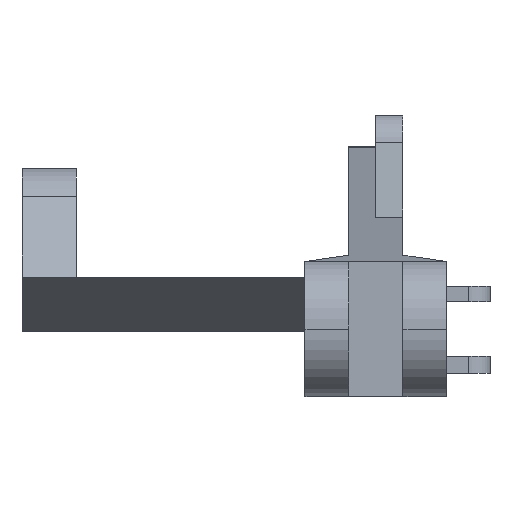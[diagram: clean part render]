
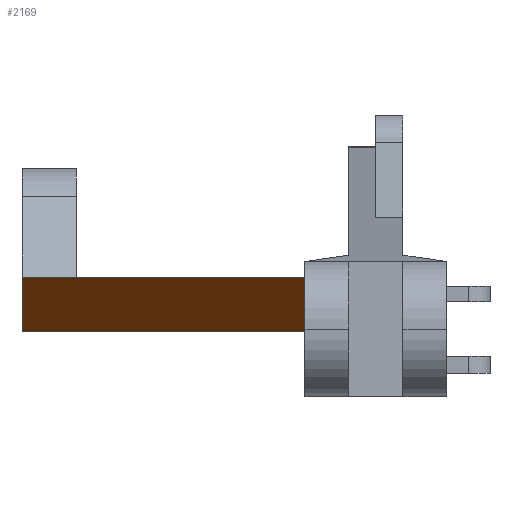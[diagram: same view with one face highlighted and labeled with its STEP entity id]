
A CAD part, left-side view. The second image highlights one B-rep face of the part: STEP entity #2169.
In plain terms, the highlighted planar face has unit normal (-0.456, 0.89, 0).
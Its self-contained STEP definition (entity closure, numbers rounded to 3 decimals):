
#116=FACE_OUTER_BOUND('',#239,.T.);
#239=EDGE_LOOP('',(#1659,#1660,#1661,#1662));
#511=LINE('',#3381,#744);
#523=LINE('',#3405,#756);
#527=LINE('',#3411,#760);
#528=LINE('',#3412,#761);
#744=VECTOR('',#2716,10.);
#756=VECTOR('',#2736,10.);
#760=VECTOR('',#2742,10.);
#761=VECTOR('',#2743,10.);
#992=VERTEX_POINT('',#3378);
#993=VERTEX_POINT('',#3380);
#1000=VERTEX_POINT('',#3402);
#1001=VERTEX_POINT('',#3404);
#1235=EDGE_CURVE('',#993,#992,#511,.T.);
#1247=EDGE_CURVE('',#1001,#1000,#523,.T.);
#1251=EDGE_CURVE('',#1001,#992,#527,.T.);
#1252=EDGE_CURVE('',#1000,#993,#528,.T.);
#1659=ORIENTED_EDGE('',*,*,#1235,.T.);
#1660=ORIENTED_EDGE('',*,*,#1251,.F.);
#1661=ORIENTED_EDGE('',*,*,#1247,.T.);
#1662=ORIENTED_EDGE('',*,*,#1252,.T.);
#2083=PLANE('',#2342);
#2169=ADVANCED_FACE('',(#116),#2083,.T.);
#2342=AXIS2_PLACEMENT_3D('',#3410,#2740,#2741);
#2716=DIRECTION('',(-0.89,-0.456,0.));
#2736=DIRECTION('',(0.89,0.456,0.));
#2740=DIRECTION('center_axis',(-0.456,0.89,0.));
#2741=DIRECTION('ref_axis',(0.89,0.456,0.));
#2742=DIRECTION('',(0.,0.,-1.));
#2743=DIRECTION('',(0.,0.,-1.));
#3378=CARTESIAN_POINT('',(-5512.018,6435.169,115.423));
#3380=CARTESIAN_POINT('',(-4926.871,6735.176,115.423));
#3381=CARTESIAN_POINT('',(-5215.375,6587.259,115.423));
#3402=CARTESIAN_POINT('',(-4926.871,6735.176,165.423));
#3404=CARTESIAN_POINT('',(-5512.018,6435.169,165.423));
#3405=CARTESIAN_POINT('',(-5215.375,6587.259,165.423));
#3410=CARTESIAN_POINT('Origin',(-5512.018,6435.169,205.423));
#3411=CARTESIAN_POINT('',(-5512.018,6435.169,175.704));
#3412=CARTESIAN_POINT('',(-4926.871,6735.176,205.423));
